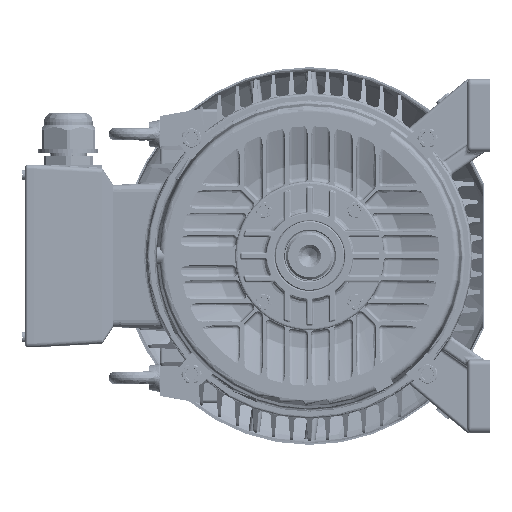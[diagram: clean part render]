
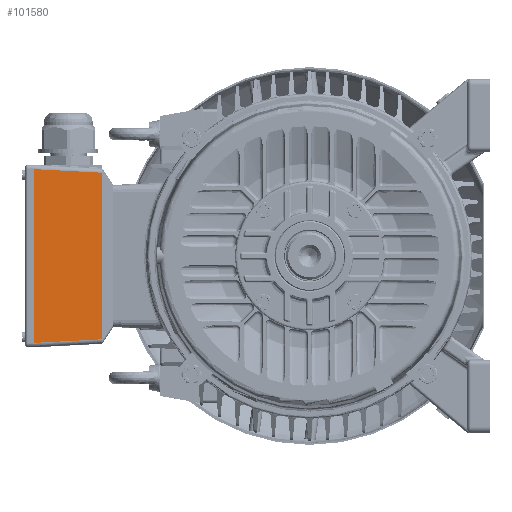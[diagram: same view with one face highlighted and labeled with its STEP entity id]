
A CAD part, left-side view. The second image highlights one B-rep face of the part: STEP entity #101580.
In plain terms, the highlighted planar face has unit normal (-0.999, -0.052, 0).
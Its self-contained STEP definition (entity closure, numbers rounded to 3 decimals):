
#4266 = DIRECTION ( 'NONE',  ( -0.999, -0.052, 0. ) ) ;
#28047 = EDGE_CURVE ( 'NONE', #151981, #242940, #171441, .T. ) ;
#35696 = CARTESIAN_POINT ( 'NONE',  ( -24.541, 249.044, 210.995 ) ) ;
#39824 = EDGE_LOOP ( 'NONE', ( #317826, #134875, #225744, #84931 ) ) ;
#41035 = EDGE_CURVE ( 'NONE', #81120, #151981, #300297, .T. ) ;
#45844 = EDGE_CURVE ( 'NONE', #138924, #81120, #172658, .T. ) ;
#51549 = DIRECTION ( 'NONE',  ( -0.052, 0.999, 0. ) ) ;
#69090 = PLANE ( 'NONE',  #168416 ) ;
#78269 = CARTESIAN_POINT ( 'NONE',  ( -21.396, 189.044, 361.861 ) ) ;
#81120 = VERTEX_POINT ( 'NONE', #262994 ) ;
#84931 = ORIENTED_EDGE ( 'NONE', *, *, #45844, .T. ) ;
#101580 = ADVANCED_FACE ( 'NONE', ( #364114 ), #69090, .T. ) ;
#107739 = DIRECTION ( 'NONE',  ( -0.052, 0.997, 0.052 ) ) ;
#130013 = DIRECTION ( 'NONE',  ( 0.052, -0.997, 0.052 ) ) ;
#130601 = VECTOR ( 'NONE', #301955, 1000. ) ;
#134875 = ORIENTED_EDGE ( 'NONE', *, *, #28047, .T. ) ;
#138924 = VERTEX_POINT ( 'NONE', #78269 ) ;
#151981 = VERTEX_POINT ( 'NONE', #318914 ) ;
#158752 = DIRECTION ( 'NONE',  ( 0., 0., -1. ) ) ;
#160432 = LINE ( 'NONE', #337395, #130601 ) ;
#168416 = AXIS2_PLACEMENT_3D ( 'NONE', #328736, #4266, #51549 ) ;
#171441 = LINE ( 'NONE', #35696, #242003 ) ;
#172658 = LINE ( 'NONE', #266973, #238117 ) ;
#182303 = CARTESIAN_POINT ( 'NONE',  ( -24.541, 249.044, 203.239 ) ) ;
#211688 = VECTOR ( 'NONE', #158752, 1000. ) ;
#225744 = ORIENTED_EDGE ( 'NONE', *, *, #231098, .T. ) ;
#231098 = EDGE_CURVE ( 'NONE', #242940, #138924, #160432, .T. ) ;
#238117 = VECTOR ( 'NONE', #107739, 1000. ) ;
#242003 = VECTOR ( 'NONE', #130013, 1000. ) ;
#242940 = VERTEX_POINT ( 'NONE', #248475 ) ;
#248475 = CARTESIAN_POINT ( 'NONE',  ( -21.396, 189.044, 214.139 ) ) ;
#262994 = CARTESIAN_POINT ( 'NONE',  ( -24.541, 249.044, 365.005 ) ) ;
#266973 = CARTESIAN_POINT ( 'NONE',  ( -21.396, 189.044, 361.861 ) ) ;
#300297 = LINE ( 'NONE', #182303, #211688 ) ;
#301955 = DIRECTION ( 'NONE',  ( 0., 0., 1. ) ) ;
#317826 = ORIENTED_EDGE ( 'NONE', *, *, #41035, .T. ) ;
#318914 = CARTESIAN_POINT ( 'NONE',  ( -24.541, 249.044, 210.995 ) ) ;
#328736 = CARTESIAN_POINT ( 'NONE',  ( -24.541, 249.044, 203.239 ) ) ;
#337395 = CARTESIAN_POINT ( 'NONE',  ( -21.396, 189.044, 203.239 ) ) ;
#364114 = FACE_OUTER_BOUND ( 'NONE', #39824, .T. ) ;
